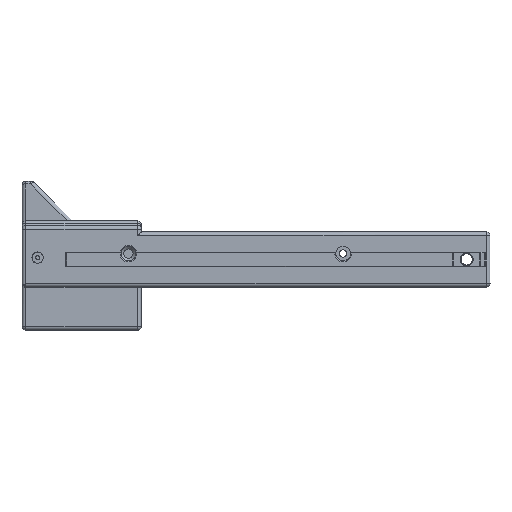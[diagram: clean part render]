
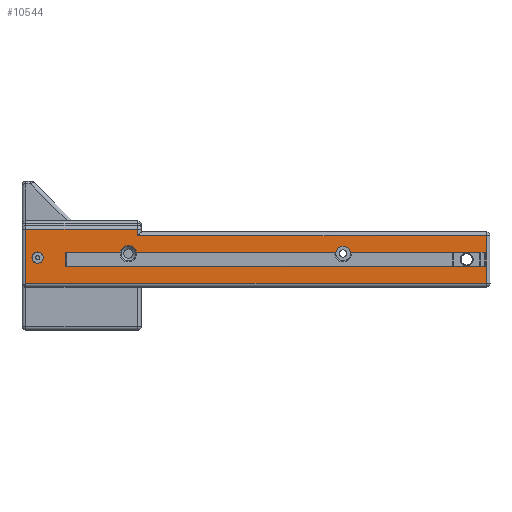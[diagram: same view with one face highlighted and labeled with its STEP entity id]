
A CAD part, front view. The second image highlights one B-rep face of the part: STEP entity #10544.
In plain terms, the highlighted face is planar.
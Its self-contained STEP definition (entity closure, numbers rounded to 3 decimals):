
#99=FACE_BOUND('',#1649,.T.);
#100=FACE_BOUND('',#1650,.T.);
#178=PLANE('',#11223);
#1031=FACE_OUTER_BOUND('',#1648,.T.);
#1648=EDGE_LOOP('',(#7252,#7253,#7254,#7255,#7256,#7257));
#1649=EDGE_LOOP('',(#7258,#7259));
#1650=EDGE_LOOP('',(#7260,#7261,#7262,#7263,#7264,#7265,#7266,#7267,#7268,
#7269,#7270,#7271,#7272,#7273));
#2337=CIRCLE('',#11224,3.1);
#2338=CIRCLE('',#11225,3.1);
#2339=CIRCLE('',#11226,4.5);
#2340=CIRCLE('',#11227,4.);
#2624=LINE('',#14984,#3578);
#2627=LINE('',#14999,#3581);
#2628=LINE('',#15001,#3582);
#2629=LINE('',#15003,#3583);
#2630=LINE('',#15005,#3584);
#2631=LINE('',#15007,#3585);
#2632=LINE('',#15008,#3586);
#2633=LINE('',#15014,#3587);
#2634=LINE('',#15016,#3588);
#2635=LINE('',#15018,#3589);
#2636=LINE('',#15020,#3590);
#2637=LINE('',#15022,#3591);
#2638=LINE('',#15024,#3592);
#2639=LINE('',#15026,#3593);
#2640=LINE('',#15028,#3594);
#2641=LINE('',#15030,#3595);
#2642=LINE('',#15034,#3596);
#2643=LINE('',#15036,#3597);
#3578=VECTOR('',#12133,10.);
#3581=VECTOR('',#12138,10.);
#3582=VECTOR('',#12139,10.);
#3583=VECTOR('',#12140,10.);
#3584=VECTOR('',#12141,10.);
#3585=VECTOR('',#12142,10.);
#3586=VECTOR('',#12143,10.);
#3587=VECTOR('',#12148,10.);
#3588=VECTOR('',#12149,10.);
#3589=VECTOR('',#12150,10.);
#3590=VECTOR('',#12151,10.);
#3591=VECTOR('',#12152,10.);
#3592=VECTOR('',#12153,10.);
#3593=VECTOR('',#12154,10.);
#3594=VECTOR('',#12155,10.);
#3595=VECTOR('',#12156,10.);
#3596=VECTOR('',#12159,10.);
#3597=VECTOR('',#12160,10.);
#4550=VERTEX_POINT('',#14982);
#4551=VERTEX_POINT('',#14983);
#4554=VERTEX_POINT('',#14997);
#4555=VERTEX_POINT('',#14998);
#4556=VERTEX_POINT('',#15000);
#4557=VERTEX_POINT('',#15002);
#4558=VERTEX_POINT('',#15004);
#4559=VERTEX_POINT('',#15006);
#4560=VERTEX_POINT('',#15009);
#4561=VERTEX_POINT('',#15010);
#4562=VERTEX_POINT('',#15013);
#4563=VERTEX_POINT('',#15015);
#4564=VERTEX_POINT('',#15017);
#4565=VERTEX_POINT('',#15019);
#4566=VERTEX_POINT('',#15021);
#4567=VERTEX_POINT('',#15023);
#4568=VERTEX_POINT('',#15025);
#4569=VERTEX_POINT('',#15027);
#4570=VERTEX_POINT('',#15029);
#4571=VERTEX_POINT('',#15031);
#4572=VERTEX_POINT('',#15033);
#4573=VERTEX_POINT('',#15035);
#5598=EDGE_CURVE('',#4550,#4551,#2624,.T.);
#5602=EDGE_CURVE('',#4554,#4555,#2627,.T.);
#5603=EDGE_CURVE('',#4556,#4555,#2628,.T.);
#5604=EDGE_CURVE('',#4557,#4556,#2629,.T.);
#5605=EDGE_CURVE('',#4558,#4557,#2630,.T.);
#5606=EDGE_CURVE('',#4559,#4558,#2631,.T.);
#5607=EDGE_CURVE('',#4554,#4559,#2632,.T.);
#5608=EDGE_CURVE('',#4560,#4561,#2337,.T.);
#5609=EDGE_CURVE('',#4561,#4560,#2338,.T.);
#5610=EDGE_CURVE('',#4551,#4562,#2633,.T.);
#5611=EDGE_CURVE('',#4563,#4562,#2634,.F.);
#5612=EDGE_CURVE('',#4563,#4564,#2635,.T.);
#5613=EDGE_CURVE('',#4565,#4564,#2636,.F.);
#5614=EDGE_CURVE('',#4565,#4566,#2637,.T.);
#5615=EDGE_CURVE('',#4567,#4566,#2638,.F.);
#5616=EDGE_CURVE('',#4567,#4568,#2639,.T.);
#5617=EDGE_CURVE('',#4569,#4568,#2640,.F.);
#5618=EDGE_CURVE('',#4569,#4570,#2641,.T.);
#5619=EDGE_CURVE('',#4571,#4570,#2339,.T.);
#5620=EDGE_CURVE('',#4571,#4572,#2642,.T.);
#5621=EDGE_CURVE('',#4572,#4573,#2643,.T.);
#5622=EDGE_CURVE('',#4550,#4573,#2340,.T.);
#7252=ORIENTED_EDGE('',*,*,#5602,.T.);
#7253=ORIENTED_EDGE('',*,*,#5603,.F.);
#7254=ORIENTED_EDGE('',*,*,#5604,.F.);
#7255=ORIENTED_EDGE('',*,*,#5605,.F.);
#7256=ORIENTED_EDGE('',*,*,#5606,.F.);
#7257=ORIENTED_EDGE('',*,*,#5607,.F.);
#7258=ORIENTED_EDGE('',*,*,#5608,.F.);
#7259=ORIENTED_EDGE('',*,*,#5609,.F.);
#7260=ORIENTED_EDGE('',*,*,#5598,.T.);
#7261=ORIENTED_EDGE('',*,*,#5610,.T.);
#7262=ORIENTED_EDGE('',*,*,#5611,.F.);
#7263=ORIENTED_EDGE('',*,*,#5612,.T.);
#7264=ORIENTED_EDGE('',*,*,#5613,.F.);
#7265=ORIENTED_EDGE('',*,*,#5614,.T.);
#7266=ORIENTED_EDGE('',*,*,#5615,.F.);
#7267=ORIENTED_EDGE('',*,*,#5616,.T.);
#7268=ORIENTED_EDGE('',*,*,#5617,.F.);
#7269=ORIENTED_EDGE('',*,*,#5618,.T.);
#7270=ORIENTED_EDGE('',*,*,#5619,.F.);
#7271=ORIENTED_EDGE('',*,*,#5620,.T.);
#7272=ORIENTED_EDGE('',*,*,#5621,.T.);
#7273=ORIENTED_EDGE('',*,*,#5622,.F.);
#10544=ADVANCED_FACE('',(#1031,#99,#100),#178,.T.);
#11223=AXIS2_PLACEMENT_3D('',#14996,#12136,#12137);
#11224=AXIS2_PLACEMENT_3D('',#15011,#12144,#12145);
#11225=AXIS2_PLACEMENT_3D('',#15012,#12146,#12147);
#11226=AXIS2_PLACEMENT_3D('',#15032,#12157,#12158);
#11227=AXIS2_PLACEMENT_3D('',#15037,#12161,#12162);
#12133=DIRECTION('',(0.654,-0.757,0.));
#12136=DIRECTION('center_axis',(0.,0.,
-1.));
#12137=DIRECTION('ref_axis',(0.,1.,0.));
#12138=DIRECTION('',(0.,1.,0.));
#12139=DIRECTION('',(-1.,0.,0.));
#12140=DIRECTION('',(0.,1.,0.));
#12141=DIRECTION('',(1.,0.,0.));
#12142=DIRECTION('',(0.,1.,0.));
#12143=DIRECTION('',(1.,0.,0.));
#12144=DIRECTION('center_axis',(0.,0.,
-1.));
#12145=DIRECTION('ref_axis',(1.,0.,0.));
#12146=DIRECTION('center_axis',(0.,0.,
-1.));
#12147=DIRECTION('ref_axis',(1.,0.,0.));
#12148=DIRECTION('',(1.,0.,0.));
#12149=DIRECTION('',(0.707,0.707,0.));
#12150=DIRECTION('',(0.,1.,0.));
#12151=DIRECTION('',(-0.707,0.707,0.));
#12152=DIRECTION('',(-1.,0.,0.));
#12153=DIRECTION('',(-0.707,-0.707,0.));
#12154=DIRECTION('',(0.,-1.,0.));
#12155=DIRECTION('',(0.707,-0.707,0.));
#12156=DIRECTION('',(1.,0.,0.));
#12157=DIRECTION('center_axis',(0.,0.,
-1.));
#12158=DIRECTION('ref_axis',(-1.,0.,0.));
#12159=DIRECTION('',(1.,0.,0.));
#12160=DIRECTION('',(0.654,0.757,0.));
#12161=DIRECTION('center_axis',(0.,0.,
-1.));
#12162=DIRECTION('ref_axis',(-1.,0.,0.));
#14982=CARTESIAN_POINT('',(173.966,-61.505,-6.6));
#14983=CARTESIAN_POINT('',(174.393,-62.,-6.6));
#14984=CARTESIAN_POINT('',(140.109,-22.338,-6.6));
#14996=CARTESIAN_POINT('Origin',(-5.021,-78.925,-6.6));
#14997=CARTESIAN_POINT('',(-3.021,-74.425,-6.6));
#14998=CARTESIAN_POINT('',(-3.021,-44.925,-6.6));
#14999=CARTESIAN_POINT('',(-3.021,-69.427,-6.6));
#15000=CARTESIAN_POINT('',(247.979,-44.925,-6.6));
#15001=CARTESIAN_POINT('',(24.879,-44.925,-6.6));
#15002=CARTESIAN_POINT('',(247.979,-70.925,-6.6));
#15003=CARTESIAN_POINT('',(247.979,-68.425,-6.6));
#15004=CARTESIAN_POINT('',(57.979,-70.925,-6.6));
#15005=CARTESIAN_POINT('',(-5.021,-70.925,-6.6));
#15006=CARTESIAN_POINT('',(57.979,-74.425,-6.6));
#15007=CARTESIAN_POINT('',(57.979,-64.05,-6.6));
#15008=CARTESIAN_POINT('',(-5.021,-74.425,-6.6));
#15009=CARTESIAN_POINT('',(6.6,-58.925,-6.6));
#15010=CARTESIAN_POINT('',(0.4,-58.925,-6.6));
#15011=CARTESIAN_POINT('Origin',(3.5,-58.925,-6.6));
#15012=CARTESIAN_POINT('Origin',(3.5,-58.925,-6.6));
#15013=CARTESIAN_POINT('',(246.979,-62.,-6.6));
#15014=CARTESIAN_POINT('',(-5.021,-62.,-6.6));
#15015=CARTESIAN_POINT('',(247.479,-61.5,-6.6));
#15016=CARTESIAN_POINT('',(179.873,-129.106,-6.6));
#15017=CARTESIAN_POINT('',(247.479,-54.35,-6.6));
#15018=CARTESIAN_POINT('',(247.479,-66.387,-6.6));
#15019=CARTESIAN_POINT('',(246.979,-53.85,-6.6));
#15020=CARTESIAN_POINT('',(190.373,2.756,-6.6));
#15021=CARTESIAN_POINT('',(19.229,-53.85,-6.6));
#15022=CARTESIAN_POINT('',(112.479,-53.85,-6.6));
#15023=CARTESIAN_POINT('',(18.729,-54.35,-6.6));
#15024=CARTESIAN_POINT('',(6.773,-66.306,-6.6));
#15025=CARTESIAN_POINT('',(18.729,-61.5,-6.6));
#15026=CARTESIAN_POINT('',(18.729,-53.85,-6.6));
#15027=CARTESIAN_POINT('',(19.229,-62.,-6.6));
#15028=CARTESIAN_POINT('',(17.273,-60.044,-6.6));
#15029=CARTESIAN_POINT('',(48.556,-62.,-6.6));
#15030=CARTESIAN_POINT('',(-5.021,-62.,-6.6));
#15031=CARTESIAN_POINT('',(57.403,-62.,-6.6));
#15032=CARTESIAN_POINT('Origin',(52.979,-61.175,-6.6));
#15033=CARTESIAN_POINT('',(165.565,-62.,-6.6));
#15034=CARTESIAN_POINT('',(-5.021,-62.,-6.6));
#15035=CARTESIAN_POINT('',(165.993,-61.505,-6.6));
#15036=CARTESIAN_POINT('',(125.01,-108.917,-6.6));
#15037=CARTESIAN_POINT('Origin',(169.979,-61.175,-6.6));
